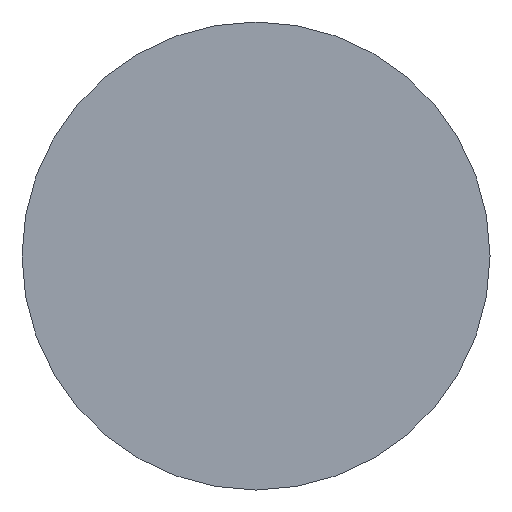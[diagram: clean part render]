
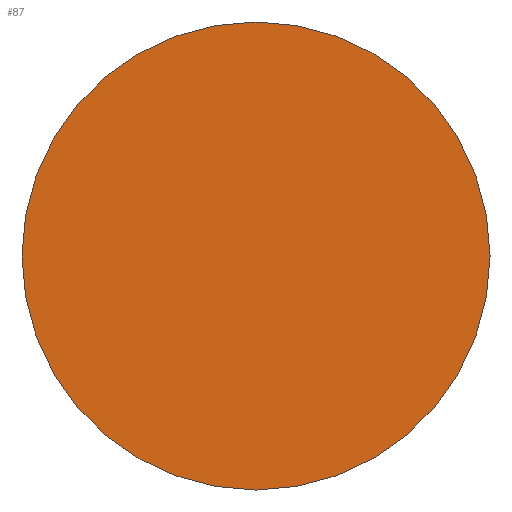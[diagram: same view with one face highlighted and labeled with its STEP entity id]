
A CAD part, front view. The second image highlights one B-rep face of the part: STEP entity #87.
In plain terms, the highlighted planar face has unit normal (0, -1, 0).
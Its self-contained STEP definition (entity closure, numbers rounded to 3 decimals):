
#26=FACE_OUTER_BOUND('',#33,.T.);
#33=EDGE_LOOP('',(#64));
#39=CIRCLE('',#118,2.5);
#45=VERTEX_POINT('',#162);
#51=EDGE_CURVE('',#45,#45,#39,.T.);
#64=ORIENTED_EDGE('',*,*,#51,.T.);
#77=PLANE('',#119);
#87=ADVANCED_FACE('',(#26),#77,.F.);
#118=AXIS2_PLACEMENT_3D('',#163,#136,#137);
#119=AXIS2_PLACEMENT_3D('',#165,#139,#140);
#136=DIRECTION('center_axis',(0.,-1.,0.));
#137=DIRECTION('ref_axis',(-1.,0.,0.));
#139=DIRECTION('center_axis',(0.,1.,0.));
#140=DIRECTION('ref_axis',(0.,0.,1.));
#162=CARTESIAN_POINT('',(2.5,-1.333,0.));
#163=CARTESIAN_POINT('Origin',(0.,-1.333,0.));
#165=CARTESIAN_POINT('Origin',(0.,-1.333,0.));
